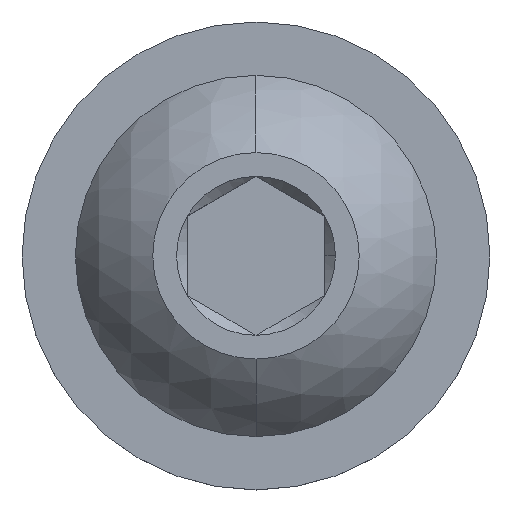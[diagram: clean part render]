
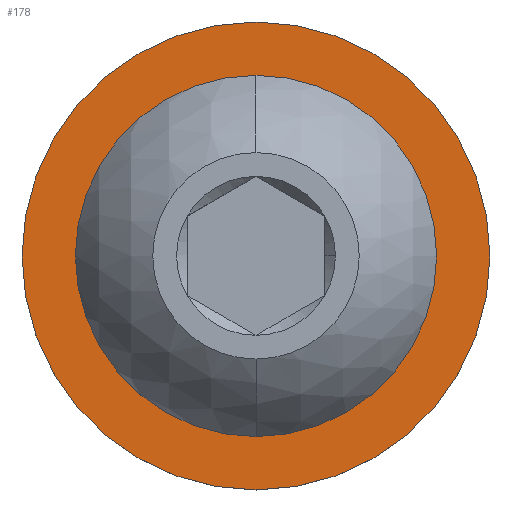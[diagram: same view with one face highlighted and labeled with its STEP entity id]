
A CAD part, top view. The second image highlights one B-rep face of the part: STEP entity #178.
In plain terms, the highlighted planar face has unit normal (0, 0, 1).
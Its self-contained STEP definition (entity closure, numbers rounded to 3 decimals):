
#139 = ORIENTED_EDGE ( 'NONE', *, *, #2964, .F. ) ;
#178 = ADVANCED_FACE ( 'NONE', ( #2602, #815 ), #457, .F. ) ;
#247 = CARTESIAN_POINT ( 'NONE',  ( 0., 5.25, -2.475 ) ) ;
#388 = CIRCLE ( 'NONE', #1278, 6.8 ) ;
#457 = PLANE ( 'NONE',  #855 ) ;
#497 = EDGE_LOOP ( 'NONE', ( #1301, #3492 ) ) ;
#815 = FACE_BOUND ( 'NONE', #497, .T. ) ;
#855 = AXIS2_PLACEMENT_3D ( 'NONE', #1656, #930, #1064 ) ;
#891 = CIRCLE ( 'NONE', #1104, 6.8 ) ;
#930 = DIRECTION ( 'NONE',  ( 0., 0., -1. ) ) ;
#1064 = DIRECTION ( 'NONE',  ( -1., 0., 0. ) ) ;
#1084 = EDGE_CURVE ( 'NONE', #3300, #1550, #388, .T. ) ;
#1104 = AXIS2_PLACEMENT_3D ( 'NONE', #2166, #2161, #2152 ) ;
#1278 = AXIS2_PLACEMENT_3D ( 'NONE', #3399, #3393, #3389 ) ;
#1301 = ORIENTED_EDGE ( 'NONE', *, *, #2802, .T. ) ;
#1342 = CIRCLE ( 'NONE', #3104, 5.25 ) ;
#1550 = VERTEX_POINT ( 'NONE', #2586 ) ;
#1578 = CARTESIAN_POINT ( 'NONE',  ( -6.8, 0., -2.475 ) ) ;
#1656 = CARTESIAN_POINT ( 'NONE',  ( 0., 0., -2.475 ) ) ;
#1928 = EDGE_LOOP ( 'NONE', ( #2633, #139 ) ) ;
#2152 = DIRECTION ( 'NONE',  ( -1., 0., 0. ) ) ;
#2161 = DIRECTION ( 'NONE',  ( 0., 0., -1. ) ) ;
#2166 = CARTESIAN_POINT ( 'NONE',  ( 0., 0., -2.475 ) ) ;
#2208 = DIRECTION ( 'NONE',  ( -1., 0., 0. ) ) ;
#2214 = DIRECTION ( 'NONE',  ( 0., 0., -1. ) ) ;
#2220 = CARTESIAN_POINT ( 'NONE',  ( 0., 0., -2.475 ) ) ;
#2271 = CARTESIAN_POINT ( 'NONE',  ( 0., -5.25, -2.475 ) ) ;
#2289 = VERTEX_POINT ( 'NONE', #247 ) ;
#2360 = CIRCLE ( 'NONE', #3156, 5.25 ) ;
#2375 = DIRECTION ( 'NONE',  ( -1., 0., 0. ) ) ;
#2377 = DIRECTION ( 'NONE',  ( 0., 0., -1. ) ) ;
#2383 = CARTESIAN_POINT ( 'NONE',  ( 0., 0., -2.475 ) ) ;
#2586 = CARTESIAN_POINT ( 'NONE',  ( 6.8, 0., -2.475 ) ) ;
#2602 = FACE_OUTER_BOUND ( 'NONE', #1928, .T. ) ;
#2633 = ORIENTED_EDGE ( 'NONE', *, *, #1084, .F. ) ;
#2802 = EDGE_CURVE ( 'NONE', #3129, #2289, #1342, .T. ) ;
#2932 = EDGE_CURVE ( 'NONE', #2289, #3129, #2360, .T. ) ;
#2964 = EDGE_CURVE ( 'NONE', #1550, #3300, #891, .T. ) ;
#3104 = AXIS2_PLACEMENT_3D ( 'NONE', #2383, #2377, #2375 ) ;
#3129 = VERTEX_POINT ( 'NONE', #2271 ) ;
#3156 = AXIS2_PLACEMENT_3D ( 'NONE', #2220, #2214, #2208 ) ;
#3300 = VERTEX_POINT ( 'NONE', #1578 ) ;
#3389 = DIRECTION ( 'NONE',  ( -1., 0., 0. ) ) ;
#3393 = DIRECTION ( 'NONE',  ( 0., 0., -1. ) ) ;
#3399 = CARTESIAN_POINT ( 'NONE',  ( 0., 0., -2.475 ) ) ;
#3492 = ORIENTED_EDGE ( 'NONE', *, *, #2932, .T. ) ;
